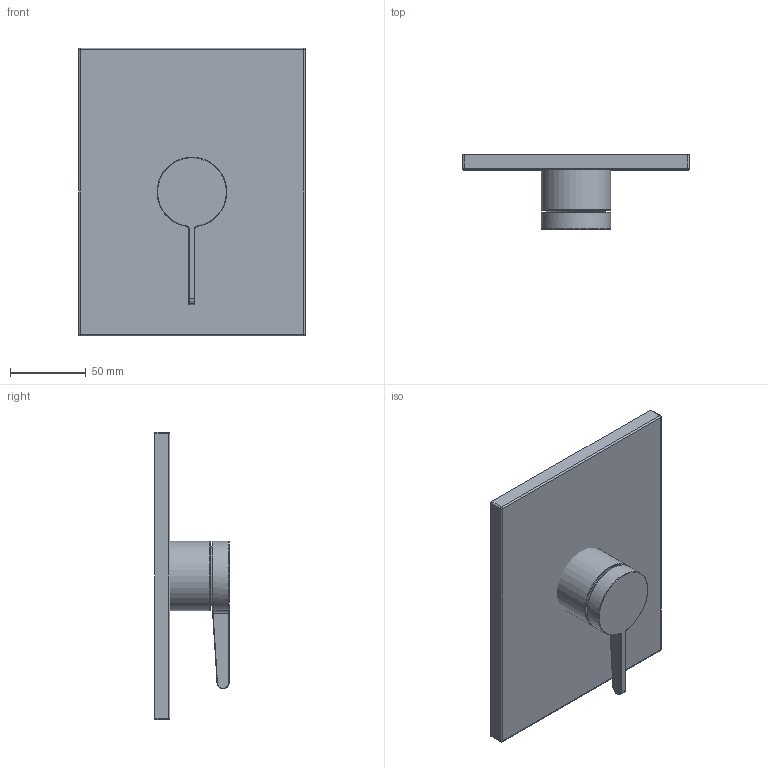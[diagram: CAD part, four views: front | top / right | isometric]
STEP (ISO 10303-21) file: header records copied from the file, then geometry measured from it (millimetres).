
FILE_DESCRIPTION(/* description */ (''),/* implementation_level */ '2;1');
FILE_NAME(/* name */ 'TVS127004000.step',/* time_stamp */ '2022-12-01T16:10:42+01:00',/* author */ (''),/* organization */ (''),/* preprocessor_version */ 'ST-DEVELOPER v19.2',/* originating_system */ 'Autodesk Translation Framework v11.17.0.187',/* authorisation */ '');
FILE_SCHEMA (('AUTOMOTIVE_DESIGN { 1 0 10303 214 3 1 1 }'));
Length unit declared in the file: millimetre
Products named in the file (27): (Nicht gespeichert); 80T01291; 81TS0200G; 8J22X2A; 8XJS0200; 7SJ56266; 8SJBS000; 104F585HY; J10350KS00_ASM; J10350KS00-R01; 81T028306; 8YG35000; 8ZG168053; 8J36X2A; 80P35VND2; 8EM5X5; 8MB018306_ASM; 80W018306; 80W24375; A2BS0000_ASM; 86BS0000; 8XJBS003; 8PM5X45; 8J171X24A; 8BS40X112; 8BS25; 8J5093X262A
Assembly tree (43 placements, depth 3):
  (Nicht gespeichert)
    80T01291
    81TS0200G  x2
    8J22X2A  x2
    8XJS0200  x2
    7SJ56266  x2
    8J171X24A  x8
    8SJBS000  x4
    104F585HY
    J10350KS00_ASM
      J10350KS00-R01
    81T028306
    8YG35000
    8ZG168053
    8J36X2A
    80P35VND2
    8EM5X5
    8MB018306_ASM
      80W018306
      80W24375
    A2BS0000_ASM
      86BS0000
      8XJBS003
    8PM5X45  x4
    8BS40X112
    8BS25
    8J5093X262A
Bounding box: 150 x 49.1 x 190 mm (x, y, z)
Volume: 310243.8 mm3; surface area: 91106 mm2
Topology: 7 solids, 7 shells, 143 faces, 315 edges, 192 vertices
Faces by surface type: cylinder 52, plane 48, torus 23, bspline 9, sphere 6, cone 5
Full cylindrical faces by diameter (mm): 4.2 x1, 35.5 x1, 35.8 x1, 37.5 x1, 40.5 x1, 41.2 x1, 41.5 x1, 42.5 x1, 43.6 x1, 46 x1, 47 x1, 50.8 x1, 51.8 x1
Entity records: 6214 total; most frequent: CARTESIAN_POINT 2122, DIRECTION 856, ORIENTED_EDGE 630, AXIS2_PLACEMENT_3D 362, EDGE_CURVE 315, VERTEX_POINT 192, EDGE_LOOP 161, CIRCLE 156
